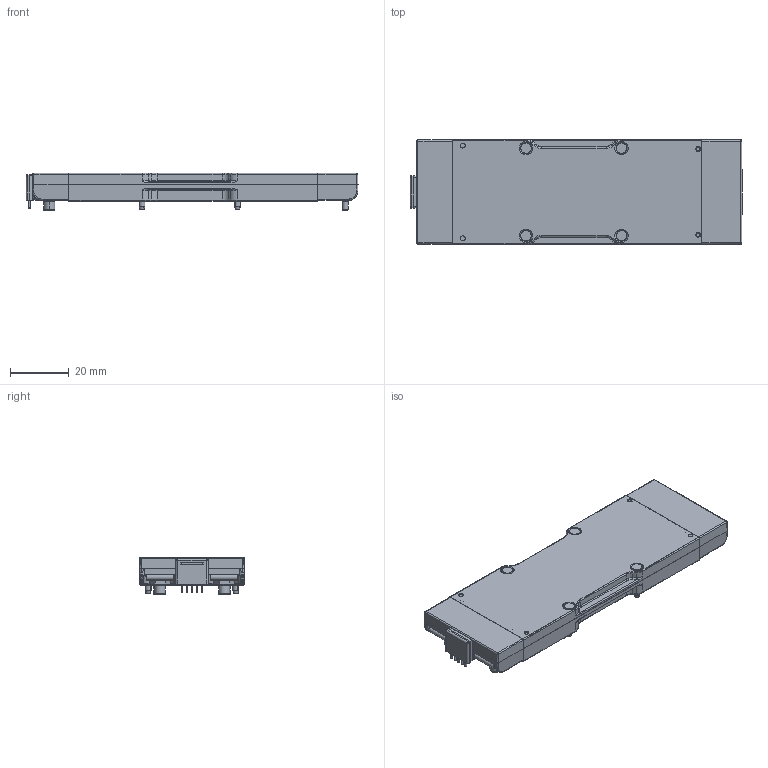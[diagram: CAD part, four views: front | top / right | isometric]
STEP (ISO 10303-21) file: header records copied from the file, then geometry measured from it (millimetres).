
FILE_DESCRIPTION (( 'STEP AP214' ), '1' );
FILE_NAME ('4414 short pin with -OUT.STEP', '2021-01-07T15:40:44', ( '' ), ( '' ), 'SwSTEP 2.0', 'SolidWorks 2017', '' );
FILE_SCHEMA (( 'AUTOMOTIVE_DESIGN' ));
Length unit declared in the file: millimetre
Products named in the file (1): 4414 short pin with -OUT
Bounding box: 112.75 x 35.54 x 12.64 mm (x, y, z)
Surface area: 25407.9 mm2
Topology: 35 solids, 43 shells, 1594 faces, 4033 edges, 2561 vertices
Faces by surface type: plane 576, cylinder 539, cone 322, bspline 157
Entity records: 91753 total; most frequent: CARTESIAN_POINT 36701, ORIENTED_EDGE 8066, DIRECTION 7318, EDGE_CURVE 4033, AXIS2_PLACEMENT_3D 2651, VERTEX_POINT 2561, VECTOR 2016, LINE 2016
